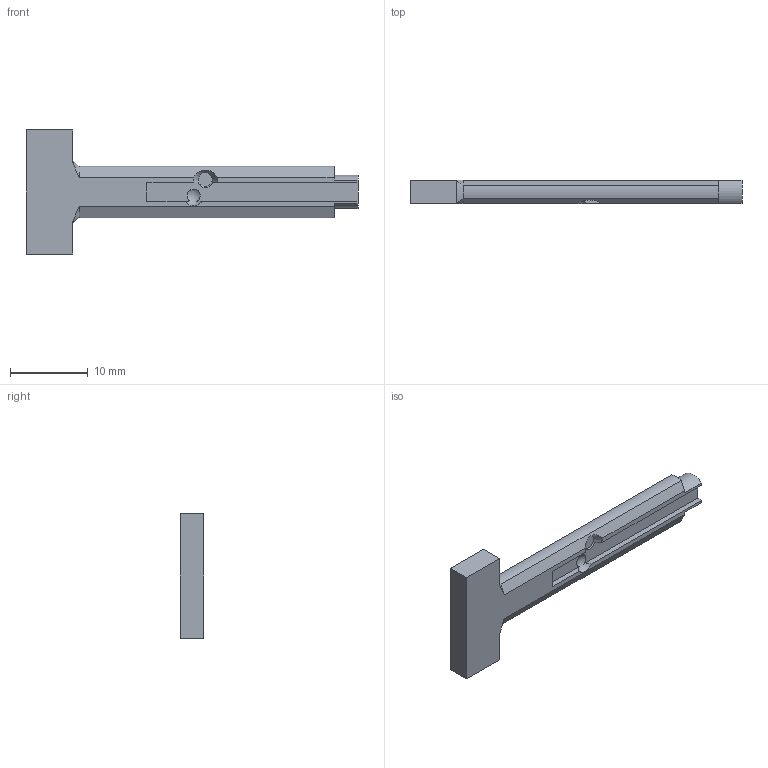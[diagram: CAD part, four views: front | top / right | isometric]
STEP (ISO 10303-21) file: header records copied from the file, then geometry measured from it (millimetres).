
FILE_DESCRIPTION(/* description */ (''),/* implementation_level */ '2;1');
FILE_NAME(/* name */ 'Protec blank.step',/* time_stamp */ '2025-12-28T07:48:53+01:00',/* author */ (''),/* organization */ (''),/* preprocessor_version */ 'ST-DEVELOPER v20.1',/* originating_system */ 'Autodesk Translation Framework v14.21.0.0',/* authorisation */ '');
FILE_SCHEMA (('AUTOMOTIVE_DESIGN { 1 0 10303 214 3 1 1 }'));
Length unit declared in the file: millimetre
Products named in the file (1): Protec final
Bounding box: 42.57 x 2.95 x 15.9 mm (x, y, z)
Volume: 802.5 mm3; surface area: 996.5 mm2
Topology: 1 solids, 1 shells, 44 faces, 122 edges, 80 vertices
Faces by surface type: plane 34, cylinder 4, cone 4, sphere 2
Entity records: 1437 total; most frequent: CARTESIAN_POINT 267, ORIENTED_EDGE 244, DIRECTION 234, EDGE_CURVE 122, LINE 84, VECTOR 84, VERTEX_POINT 80, AXIS2_PLACEMENT_3D 75
